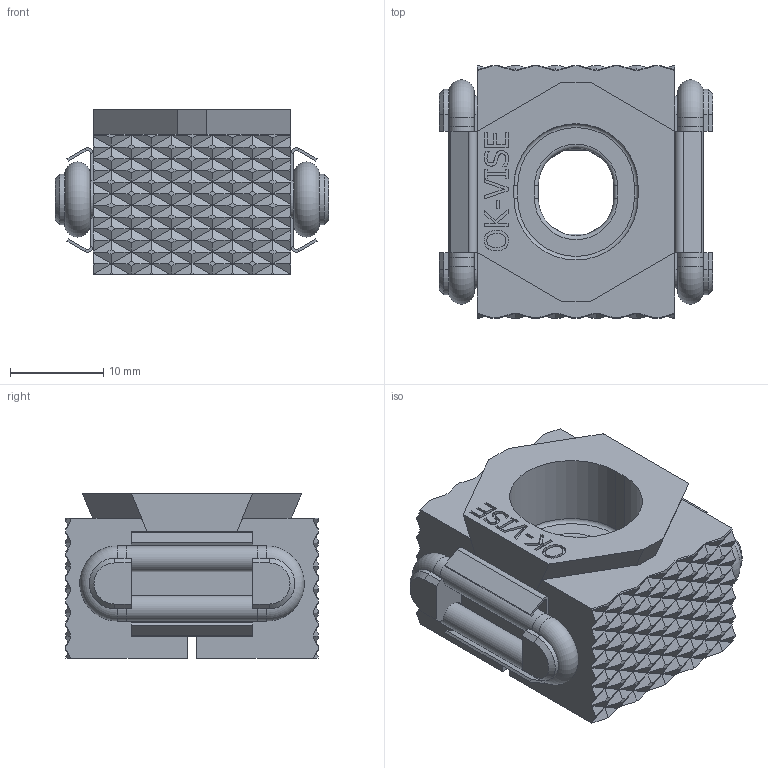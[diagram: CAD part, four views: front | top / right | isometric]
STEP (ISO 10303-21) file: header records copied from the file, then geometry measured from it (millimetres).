
FILE_DESCRIPTION(/* description */ (''),/* implementation_level */ '2;1');
FILE_NAME(/* name */ 'BK2-VT.stp',/* time_stamp */ '2017-02-23T12:51:51+02:00',/* author */ ('saljy'),/* organization */ (''),/* preprocessor_version */ 'ST-DEVELOPER v16.5',/* originating_system */ 'Autodesk Inventor 2017',/* authorisation */ '');
FILE_SCHEMA (('AUTOMOTIVE_DESIGN { 1 0 10303 214 3 1 1 }'));
Length unit declared in the file: millimetre
Products named in the file (7): BK2-VT; KIBK2-VT; PLBK2-VT; JBK; SIB; JBK_1; JBK Half
Assembly tree (11 placements, depth 3):
  BK2-VT
    KIBK2-VT
    PLBK2-VT  x2
    SIB  x2
    JBK
      JBK Half  x2
    JBK_1
      JBK Half  x2
Bounding box: 29.3 x 27 x 17.61 mm (x, y, z)
Volume: 8184.3 mm3; surface area: 7019.7 mm2
Topology: 9 solids, 9 shells, 940 faces, 2091 edges, 1182 vertices
Faces by surface type: plane 838, cylinder 52, bspline 30, torus 16, cone 4
Full cylindrical faces by diameter (mm): 2.75 x8
Entity records: 14428 total; most frequent: CARTESIAN_POINT 2808, ORIENTED_EDGE 2378, DIRECTION 2213, EDGE_CURVE 1189, LINE 1067, VECTOR 1067, VERTEX_POINT 688, AXIS2_PLACEMENT_3D 573
